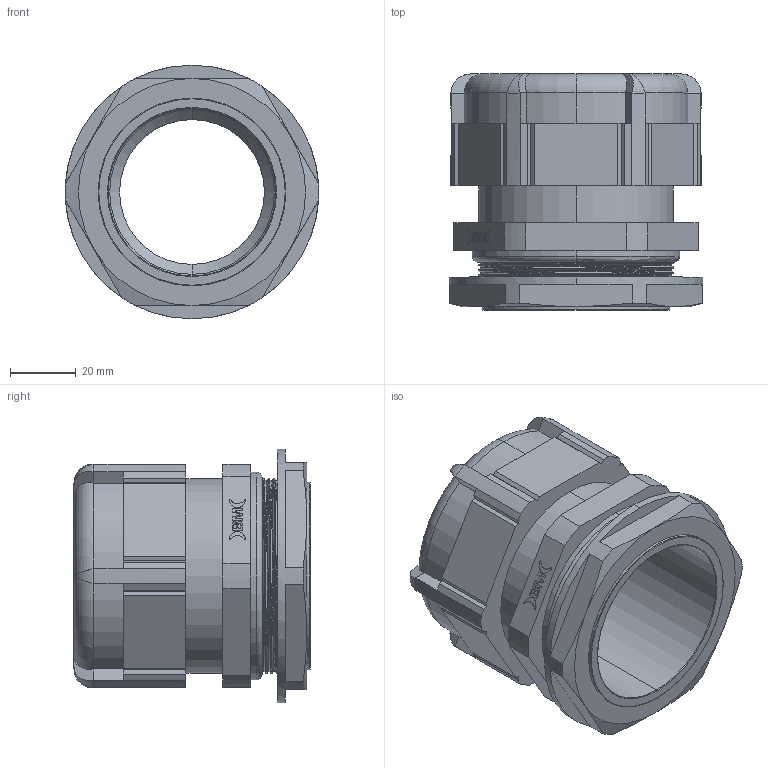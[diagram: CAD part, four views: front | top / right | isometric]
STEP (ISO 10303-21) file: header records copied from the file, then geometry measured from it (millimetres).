
FILE_DESCRIPTION (( 'STEP AP203' ), '1' );
FILE_NAME ('4748.STEP', '2026-03-12T12:49:01', ( '' ), ( '' ), 'SwSTEP 2.0', 'SolidWorks 2025', '' );
FILE_SCHEMA (( 'CONFIG_CONTROL_DESIGN' ));
Length unit declared in the file: millimetre
Products named in the file (1): 4748
Bounding box: 77 x 71.7 x 77 mm (x, y, z)
Volume: 128569.1 mm3; surface area: 37453.6 mm2
Topology: 1 solids, 1 shells, 334 faces, 882 edges, 572 vertices
Faces by surface type: plane 161, bspline 100, cylinder 42, torus 23, cone 8
Entity records: 17462 total; most frequent: CARTESIAN_POINT 9862, ORIENTED_EDGE 1762, DIRECTION 1214, EDGE_CURVE 881, VERTEX_POINT 570, LINE 486, VECTOR 486, AXIS2_PLACEMENT_3D 364
